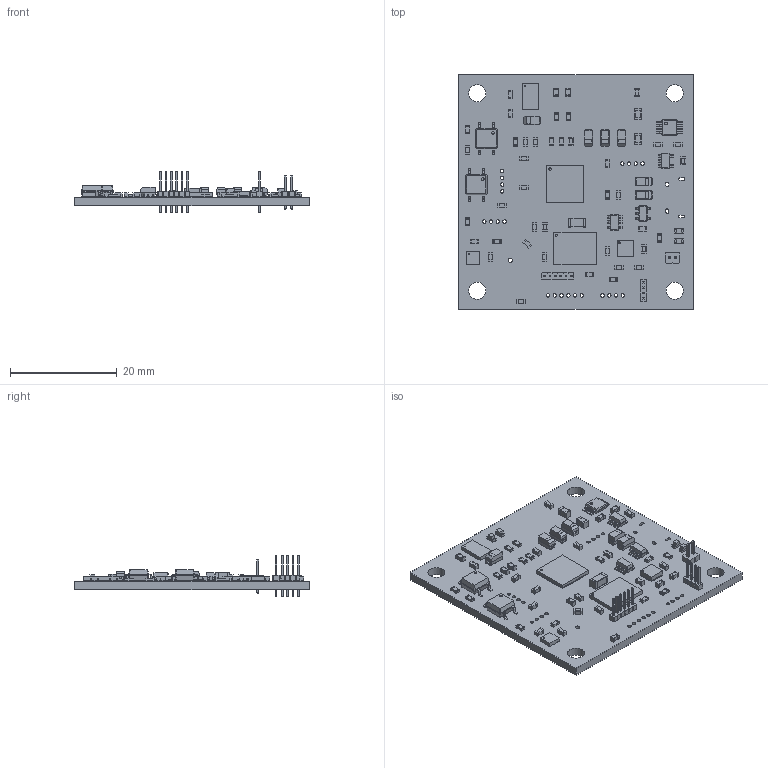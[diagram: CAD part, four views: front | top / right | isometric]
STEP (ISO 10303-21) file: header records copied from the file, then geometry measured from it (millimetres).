
FILE_DESCRIPTION(('KiCad electronic assembly'),'2;1');
FILE_NAME('SNSRTG401V20.step','2024-10-24T21:23:58',('Pcbnew'),('Kicad') ,'Open CASCADE STEP processor 7.8','KiCad to STEP converter','Unknown' );
FILE_SCHEMA(('AUTOMOTIVE_DESIGN { 1 0 10303 214 1 1 1 1 }'));
Length unit declared in the file: millimetre
Products named in the file (40): SNSRTG401V20 1; R_0603_1608Metric; PinHeader_1x04_P1.00mm_Vertical; PinHeader_1x04_P100mm_Vertical; C_0603_1608Metric; LED_0603_1608Metric; CP_EIA-3216-18_Kemet-A; CP_EIA_3216_18_Kemet_A; PinHeader_1x06_P1.00mm_Vertical; PinHeader_1x06_P100mm_Vertical; LGA-14_3x5mm_P0.8mm_LayoutBorder1x6y; LGA_14_3x5mm_P08mm_LayoutBorder1x6y; SOT-23-6; SOT_23_6; MSOP-8_3x3mm_P0.65mm; MSOP_8_3x3mm_P065mm; SOT-23-5; SOT_23_5; W25Q256JVEIQ; W25Q256JVEIQ TR; QFN-48-1EP_7x7mm_P0.5mm_EP5.15x5.15mm; QFN-48-1EP_7x7mm_Pitch0.5mm; L_0603_1608Metric; SOP-4_3.8x4.1mm_P2.54mm; SOP_4_38x41mm_P254mm; C_0805_2012Metric; C_1206_3216Metric; Bosch_LGA-8_2.5x2.5mm_P0.65mm_ClockwisePinNumbering; Bosch_LGA_8_25x25mm_P065mm_ClockwisePinNumbering; MPU-9250; PinHeader_1x02_P1.27mm_Vertical; PinHeader_1x02_P127mm_Vertical; SNSRTG401V20_PCB
Assembly tree (86 placements, depth 3):
  SNSRTG401V20 1
    R_0603_1608Metric  x14
      R_0603_1608Metric
    PinHeader_1x04_P1.00mm_Vertical
      PinHeader_1x04_P100mm_Vertical
    C_0603_1608Metric  x24
      C_0603_1608Metric
    LED_0603_1608Metric  x4
      LED_0603_1608Metric
    CP_EIA-3216-18_Kemet-A  x6
      CP_EIA_3216_18_Kemet_A
    PinHeader_1x06_P1.00mm_Vertical
      PinHeader_1x06_P100mm_Vertical
    LGA-14_3x5mm_P0.8mm_LayoutBorder1x6y
      LGA_14_3x5mm_P08mm_LayoutBorder1x6y
    SOT-23-6
      SOT_23_6
    MSOP-8_3x3mm_P0.65mm
      MSOP_8_3x3mm_P065mm
    SOT-23-5  x2
      SOT_23_5
    W25Q256JVEIQ
      W25Q256JVEIQ TR
    QFN-48-1EP_7x7mm_P0.5mm_EP5.15x5.15mm
      QFN-48-1EP_7x7mm_Pitch0.5mm
    L_0603_1608Metric
      L_0603_1608Metric
    SOP-4_3.8x4.1mm_P2.54mm  x2
      SOP_4_38x41mm_P254mm
    C_0805_2012Metric  x2
      C_0805_2012Metric
    C_1206_3216Metric
      C_1206_3216Metric
    Bosch_LGA-8_2.5x2.5mm_P0.65mm_ClockwisePinNumbering
      Bosch_LGA_8_25x25mm_P065mm_ClockwisePinNumbering
    MPU-9250
      MPU-9250
    PinHeader_1x02_P1.27mm_Vertical
      PinHeader_1x02_P127mm_Vertical
    SNSRTG401V20_PCB
Bounding box: 44 x 44 x 7.8 mm (x, y, z)
Volume: 3331 mm3; surface area: 5529.3 mm2
Topology: 103 solids, 103 shells, 3608 faces, 9342 edges, 6068 vertices
Faces by surface type: plane 2492, cylinder 886, bspline 230
Full cylindrical faces by diameter (mm): 0.2 x2, 0.5 x14, 0.65 x24, 0.8 x1, 3.2 x4
Entity records: 73001 total; most frequent: CARTESIAN_POINT 12323, ORIENTED_EDGE 10410, DIRECTION 9811, EDGE_CURVE 5205, LINE 4235, VECTOR 4235, VERTEX_POINT 3370, AXIS2_PLACEMENT_3D 2788
